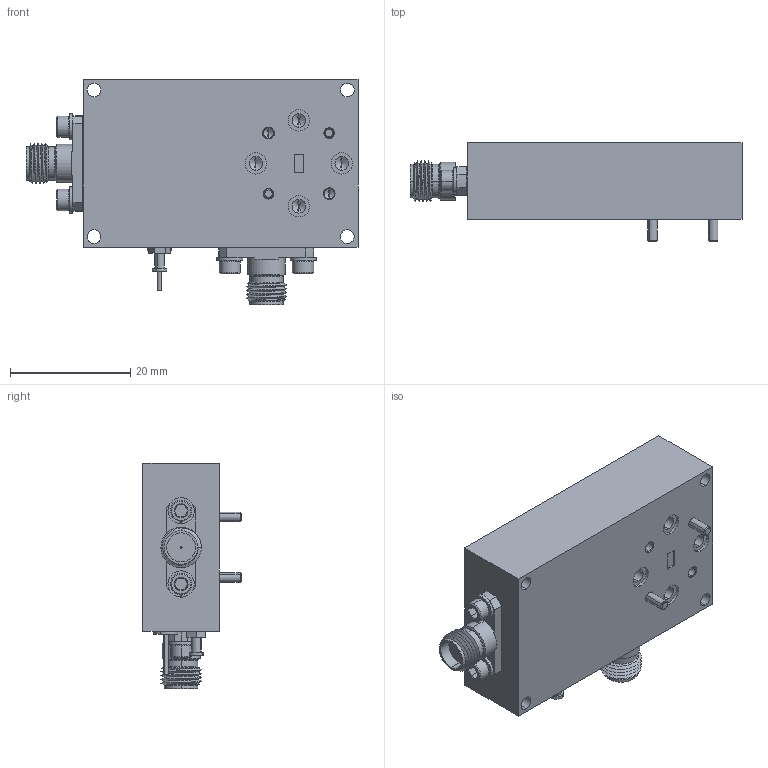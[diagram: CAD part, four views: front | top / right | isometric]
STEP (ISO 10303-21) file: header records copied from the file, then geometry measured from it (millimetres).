
FILE_DESCRIPTION (( 'STEP AP203' ), '1' );
FILE_NAME ('SST-7931531010-12-S1.STEP', '2019-04-06T00:58:49', ( '' ), ( '' ), 'SwSTEP 2.0', 'SolidWorks 2016', '' );
FILE_SCHEMA (( 'CONFIG_CONTROL_DESIGN' ));
Length unit declared in the file: millimetre
Products named in the file (1): SST-7931531010-12-S1
Bounding box: 55.24 x 16.32 x 37.47 mm (x, y, z)
Volume: 16438.8 mm3; surface area: 10002.5 mm2
Topology: 22 solids, 22 shells, 823 faces, 2101 edges, 1325 vertices
Faces by surface type: cylinder 412, plane 209, cone 172, bspline 26, torus 4
Entity records: 34919 total; most frequent: CARTESIAN_POINT 16725, ORIENTED_EDGE 4110, DIRECTION 3470, EDGE_CURVE 2055, VERTEX_POINT 1325, AXIS2_PLACEMENT_3D 1319, EDGE_LOOP 902, VECTOR 832
